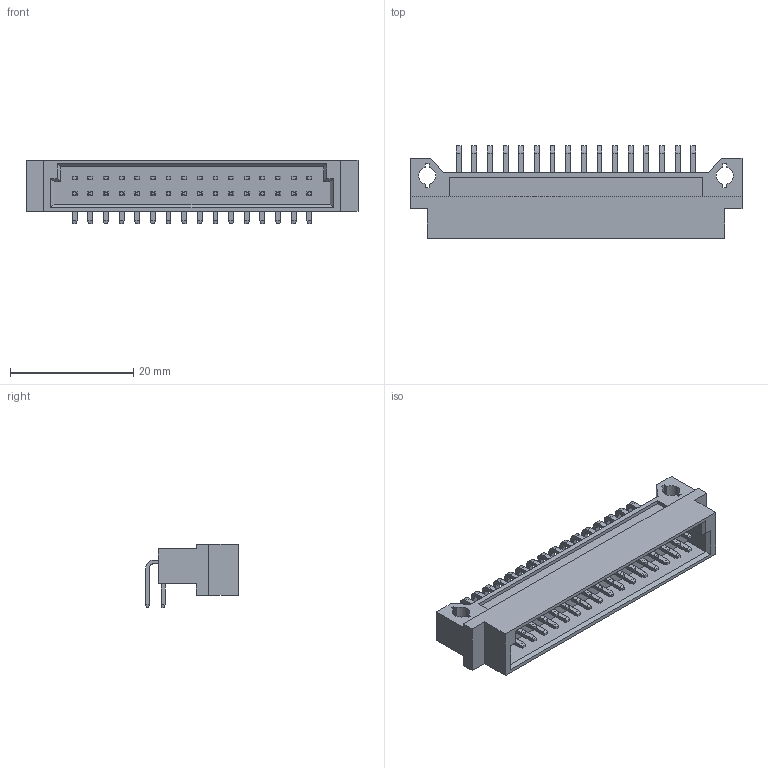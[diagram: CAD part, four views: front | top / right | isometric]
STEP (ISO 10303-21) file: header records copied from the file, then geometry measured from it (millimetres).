
FILE_DESCRIPTION(('STEP AP214'),'1');
FILE_NAME('CONN-TH_3511232BMRS0BNA2.stp','2021-08-18T14:22:47',(' '),(' '),'Spatial InterOp 3D',' ',' ');
FILE_SCHEMA(('AUTOMOTIVE_DESIGN { 1 0 10303 214 1 1 1 1 }'));
Length unit declared in the file: millimetre
Products named in the file (1): 407
Bounding box: 53.86 x 15.04 x 10.3 mm (x, y, z)
Volume: 2816.3 mm3; surface area: 3934.3 mm2
Topology: 1 solids, 1 shells, 865 faces, 2109 edges, 1318 vertices
Faces by surface type: plane 793, cylinder 72
Entity records: 31572 total; most frequent: CARTESIAN_POINT 4294, ORIENTED_EDGE 4218, DIRECTION 3987, EDGE_CURVE 2109, LINE 1965, VECTOR 1965, VERTEX_POINT 1318, AXIS2_PLACEMENT_3D 1011
